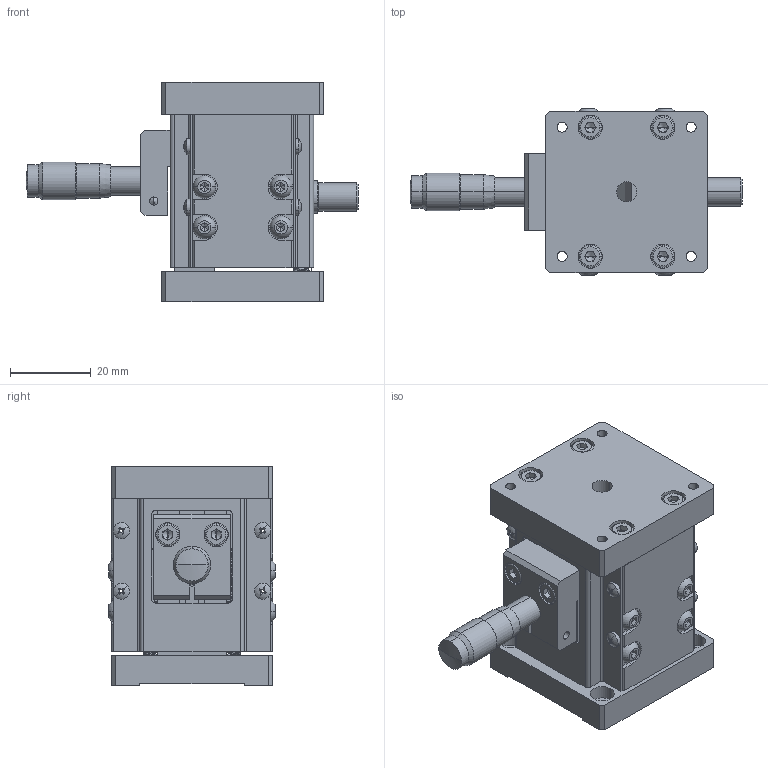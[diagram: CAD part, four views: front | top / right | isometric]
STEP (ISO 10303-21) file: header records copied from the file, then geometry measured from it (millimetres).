
FILE_DESCRIPTION (( 'STEP AP203' ), '1' );
FILE_NAME ('AKV6A-40C(AP203).STEP', '2019-11-04T06:25:49', ( '' ), ( '' ), 'SwSTEP 2.0', 'SolidWorks 2017', '' );
FILE_SCHEMA (( 'CONFIG_CONTROL_DESIGN' ));
Length unit declared in the file: millimetre
Products named in the file (1): AKV6A-40C(AP203)
Bounding box: 82.31 x 41.3 x 54.5 mm (x, y, z)
Surface area: 23609 mm2 (no closed solid volume)
Topology: 0 solids, 51 shells, 785 faces, 2490 edges, 1692 vertices
Faces by surface type: plane 522, cylinder 153, cone 40, sphere 34, torus 30, bspline 6
Entity records: 36015 total; most frequent: CARTESIAN_POINT 14064, DIRECTION 4675, ORIENTED_EDGE 4081, EDGE_CURVE 2468, VERTEX_POINT 1692, LINE 1573, VECTOR 1573, AXIS2_PLACEMENT_3D 1551
